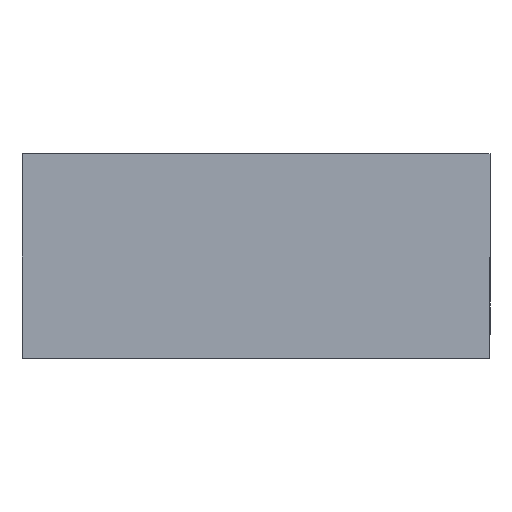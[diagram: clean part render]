
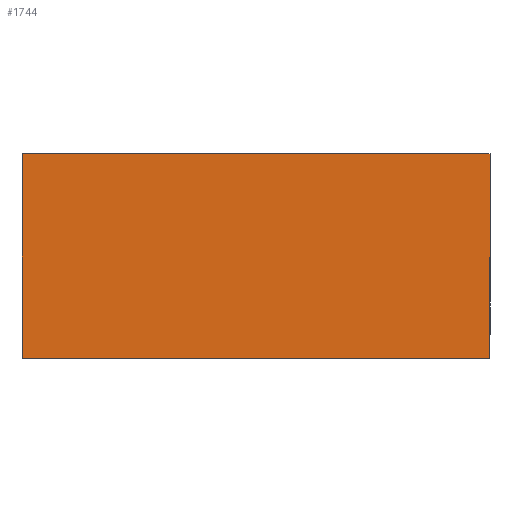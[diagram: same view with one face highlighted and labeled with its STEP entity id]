
A CAD part, front view. The second image highlights one B-rep face of the part: STEP entity #1744.
In plain terms, the highlighted face is planar.
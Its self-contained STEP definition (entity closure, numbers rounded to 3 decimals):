
#29 = FACE_OUTER_BOUND ( 'NONE', #1623, .T. ) ;
#40 = CARTESIAN_POINT ( 'NONE',  ( -118., 51.5, 0. ) ) ;
#85 = LINE ( 'NONE', #735, #678 ) ;
#128 = LINE ( 'NONE', #1669, #1433 ) ;
#136 = DIRECTION ( 'NONE',  ( 1., 0., 0. ) ) ;
#420 = CARTESIAN_POINT ( 'NONE',  ( -118., 0., 0. ) ) ;
#437 = EDGE_CURVE ( 'NONE', #1305, #570, #85, .T. ) ;
#494 = CARTESIAN_POINT ( 'NONE',  ( -118., 55., 0. ) ) ;
#533 = ORIENTED_EDGE ( 'NONE', *, *, #541, .T. ) ;
#541 = EDGE_CURVE ( 'NONE', #2050, #1305, #128, .T. ) ;
#570 = VERTEX_POINT ( 'NONE', #420 ) ;
#632 = EDGE_CURVE ( 'NONE', #570, #1431, #1355, .T. ) ;
#644 = DIRECTION ( 'NONE',  ( 0., 1., 0. ) ) ;
#678 = VECTOR ( 'NONE', #1268, 1000. ) ;
#735 = CARTESIAN_POINT ( 'NONE',  ( -118., 0., 0. ) ) ;
#749 = DIRECTION ( 'NONE',  ( 0., 0., 1. ) ) ;
#820 = ORIENTED_EDGE ( 'NONE', *, *, #632, .T. ) ;
#825 = CARTESIAN_POINT ( 'NONE',  ( 0., 0., 0. ) ) ;
#936 = EDGE_CURVE ( 'NONE', #1431, #2050, #1051, .T. ) ;
#967 = CARTESIAN_POINT ( 'NONE',  ( 0., 51.5, 0. ) ) ;
#1051 = LINE ( 'NONE', #1667, #1673 ) ;
#1095 = CARTESIAN_POINT ( 'NONE',  ( -59., 53., 0. ) ) ;
#1184 = DIRECTION ( 'NONE',  ( 0., -1., 0. ) ) ;
#1266 = PLANE ( 'NONE',  #1470 ) ;
#1268 = DIRECTION ( 'NONE',  ( -1., 0., 0. ) ) ;
#1305 = VERTEX_POINT ( 'NONE', #825 ) ;
#1355 = LINE ( 'NONE', #494, #1752 ) ;
#1431 = VERTEX_POINT ( 'NONE', #40 ) ;
#1433 = VECTOR ( 'NONE', #1184, 1000. ) ;
#1470 = AXIS2_PLACEMENT_3D ( 'NONE', #1095, #749, #2105 ) ;
#1623 = EDGE_LOOP ( 'NONE', ( #820, #2116, #533, #2124 ) ) ;
#1667 = CARTESIAN_POINT ( 'NONE',  ( -424.573, 51.5, 0. ) ) ;
#1669 = CARTESIAN_POINT ( 'NONE',  ( 0., 55., 0. ) ) ;
#1673 = VECTOR ( 'NONE', #136, 1000. ) ;
#1744 = ADVANCED_FACE ( 'NONE', ( #29 ), #1266, .F. ) ;
#1752 = VECTOR ( 'NONE', #644, 1000. ) ;
#2050 = VERTEX_POINT ( 'NONE', #967 ) ;
#2105 = DIRECTION ( 'NONE',  ( 0., -1., 0. ) ) ;
#2116 = ORIENTED_EDGE ( 'NONE', *, *, #936, .T. ) ;
#2124 = ORIENTED_EDGE ( 'NONE', *, *, #437, .T. ) ;
